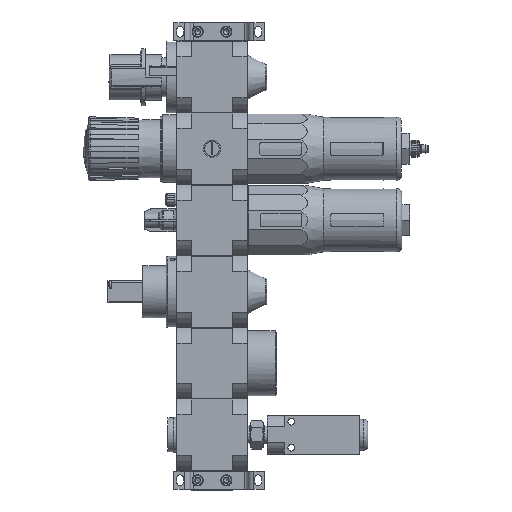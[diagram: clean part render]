
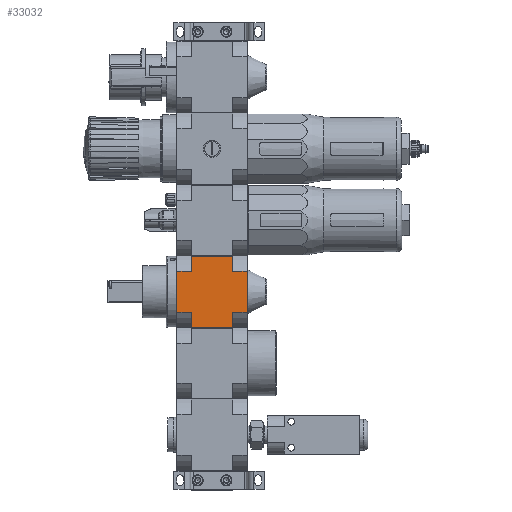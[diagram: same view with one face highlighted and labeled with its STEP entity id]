
A CAD part, left-side view. The second image highlights one B-rep face of the part: STEP entity #33032.
In plain terms, the highlighted face is planar.
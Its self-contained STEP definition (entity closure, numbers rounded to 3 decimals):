
#9256=ORIENTED_EDGE('',*,*,#15761,.T.);
#9257=ORIENTED_EDGE('',*,*,#15762,.F.);
#9258=ORIENTED_EDGE('',*,*,#15763,.T.);
#9259=ORIENTED_EDGE('',*,*,#15716,.T.);
#9260=ORIENTED_EDGE('',*,*,#15764,.F.);
#9261=ORIENTED_EDGE('',*,*,#15765,.T.);
#9262=ORIENTED_EDGE('',*,*,#15766,.F.);
#9263=ORIENTED_EDGE('',*,*,#15767,.T.);
#9264=ORIENTED_EDGE('',*,*,#15768,.F.);
#9265=ORIENTED_EDGE('',*,*,#15753,.T.);
#9266=ORIENTED_EDGE('',*,*,#15769,.T.);
#9267=ORIENTED_EDGE('',*,*,#15770,.F.);
#15716=EDGE_CURVE('',#19507,#19506,#22030,.T.);
#15753=EDGE_CURVE('',#19534,#19533,#22045,.T.);
#15761=EDGE_CURVE('',#19540,#19541,#22053,.T.);
#15762=EDGE_CURVE('',#19542,#19541,#22054,.F.);
#15763=EDGE_CURVE('',#19542,#19507,#22055,.T.);
#15764=EDGE_CURVE('',#19543,#19506,#22056,.T.);
#15765=EDGE_CURVE('',#19543,#19544,#22057,.F.);
#15766=EDGE_CURVE('',#19545,#19544,#22058,.T.);
#15767=EDGE_CURVE('',#19545,#19546,#22059,.T.);
#15768=EDGE_CURVE('',#19534,#19546,#22060,.T.);
#15769=EDGE_CURVE('',#19533,#19547,#22061,.T.);
#15770=EDGE_CURVE('',#19540,#19547,#22062,.T.);
#19506=VERTEX_POINT('',#66839);
#19507=VERTEX_POINT('',#66841);
#19533=VERTEX_POINT('',#66935);
#19534=VERTEX_POINT('',#66937);
#19540=VERTEX_POINT('',#66952);
#19541=VERTEX_POINT('',#66953);
#19542=VERTEX_POINT('',#66955);
#19543=VERTEX_POINT('',#66958);
#19544=VERTEX_POINT('',#66960);
#19545=VERTEX_POINT('',#66962);
#19546=VERTEX_POINT('',#66964);
#19547=VERTEX_POINT('',#66967);
#22030=LINE('',#66840,#24433);
#22045=LINE('',#66936,#24448);
#22053=LINE('',#66951,#24456);
#22054=LINE('',#66954,#24457);
#22055=LINE('',#66956,#24458);
#22056=LINE('',#66957,#24459);
#22057=LINE('',#66959,#24460);
#22058=LINE('',#66961,#24461);
#22059=LINE('',#66963,#24462);
#22060=LINE('',#66965,#24463);
#22061=LINE('',#66966,#24464);
#22062=LINE('',#66968,#24465);
#24433=VECTOR('',#54787,1000.);
#24448=VECTOR('',#54846,1000.);
#24456=VECTOR('',#54856,1000.);
#24457=VECTOR('',#54857,1000.);
#24458=VECTOR('',#54858,1000.);
#24459=VECTOR('',#54859,1000.);
#24460=VECTOR('',#54860,1000.);
#24461=VECTOR('',#54861,1000.);
#24462=VECTOR('',#54862,1000.);
#24463=VECTOR('',#54863,1000.);
#24464=VECTOR('',#54864,1000.);
#24465=VECTOR('',#54865,1000.);
#27054=EDGE_LOOP('',(#9256,#9257,#9258,#9259,#9260,#9261,#9262,#9263,#9264,
#9265,#9266,#9267));
#29639=FACE_BOUND('',#27054,.T.);
#31334=PLANE('',#47460);
#33032=ADVANCED_FACE('',(#29639),#31334,.T.);
#47460=AXIS2_PLACEMENT_3D('',#66950,#54854,#54855);
#54787=DIRECTION('',(0.,-1.,0.));
#54846=DIRECTION('',(0.,1.,0.));
#54854=DIRECTION('',(0.,0.,1.));
#54855=DIRECTION('',(1.,0.,0.));
#54856=DIRECTION('',(-1.,0.,0.));
#54857=DIRECTION('',(0.,-1.,0.));
#54858=DIRECTION('',(-1.,0.,0.));
#54859=DIRECTION('',(-1.,0.,0.));
#54860=DIRECTION('',(0.,1.,0.));
#54861=DIRECTION('',(-1.,0.,0.));
#54862=DIRECTION('',(0.,1.,0.));
#54863=DIRECTION('',(-1.,0.,0.));
#54864=DIRECTION('',(-1.,0.,0.));
#54865=DIRECTION('',(0.,-1.,0.));
#66839=CARTESIAN_POINT('',(-27.5,-16.,27.5));
#66840=CARTESIAN_POINT('',(-27.5,27.,27.5));
#66841=CARTESIAN_POINT('',(-27.5,16.,27.5));
#66935=CARTESIAN_POINT('',(27.5,16.,27.5));
#66936=CARTESIAN_POINT('',(27.5,-27.,27.5));
#66937=CARTESIAN_POINT('',(27.5,-16.,27.5));
#66950=CARTESIAN_POINT('',(0.,0.,27.5));
#66951=CARTESIAN_POINT('',(33.,27.,27.5));
#66952=CARTESIAN_POINT('',(15.869,27.,27.5));
#66953=CARTESIAN_POINT('',(-15.869,27.,27.5));
#66954=CARTESIAN_POINT('',(-15.869,33.,27.5));
#66955=CARTESIAN_POINT('',(-15.869,16.,27.5));
#66956=CARTESIAN_POINT('',(0.,16.,27.5));
#66957=CARTESIAN_POINT('',(0.,-16.,27.5));
#66958=CARTESIAN_POINT('',(-15.869,-16.,27.5));
#66959=CARTESIAN_POINT('',(-15.869,-33.,27.5));
#66960=CARTESIAN_POINT('',(-15.869,-27.,27.5));
#66961=CARTESIAN_POINT('',(33.,-27.,27.5));
#66962=CARTESIAN_POINT('',(15.869,-27.,27.5));
#66963=CARTESIAN_POINT('',(15.869,-33.,27.5));
#66964=CARTESIAN_POINT('',(15.869,-16.,27.5));
#66965=CARTESIAN_POINT('',(0.,-16.,27.5));
#66966=CARTESIAN_POINT('',(0.,16.,27.5));
#66967=CARTESIAN_POINT('',(15.869,16.,27.5));
#66968=CARTESIAN_POINT('',(15.869,33.,27.5));
